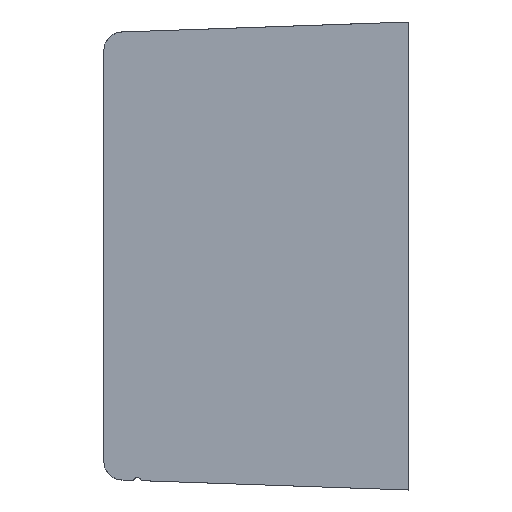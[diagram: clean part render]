
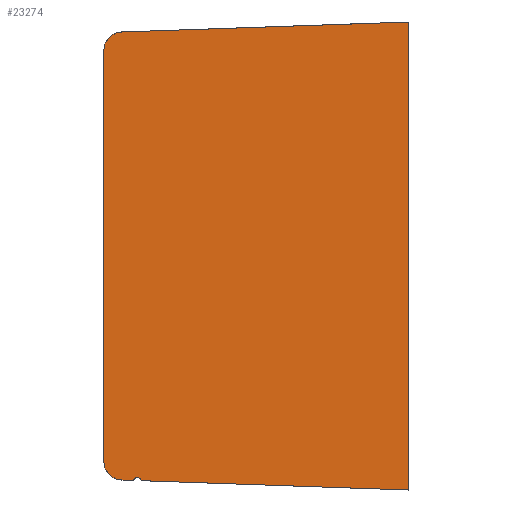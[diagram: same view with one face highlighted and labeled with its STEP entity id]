
A CAD part, left-side view. The second image highlights one B-rep face of the part: STEP entity #23274.
In plain terms, the highlighted planar face has unit normal (1, 0, 0).
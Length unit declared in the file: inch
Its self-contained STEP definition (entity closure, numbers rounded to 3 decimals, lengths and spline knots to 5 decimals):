
#684 = DIRECTION ( 'NONE',  ( 0., 0.999, 0.035 ) ) ;
#1023 = LINE ( 'NONE', #32965, #10581 ) ;
#1207 = VERTEX_POINT ( 'NONE', #40439 ) ;
#1225 = CIRCLE ( 'NONE', #41551, 0.045 ) ;
#1241 = ORIENTED_EDGE ( 'NONE', *, *, #3604, .T. ) ;
#1319 = DIRECTION ( 'NONE',  ( -1., 0., 0. ) ) ;
#2247 = VERTEX_POINT ( 'NONE', #27699 ) ;
#2266 = CARTESIAN_POINT ( 'NONE',  ( -0.9935, 3.05, -2.19337 ) ) ;
#2461 = CARTESIAN_POINT ( 'NONE',  ( -0.9935, 3.25, 2.5 ) ) ;
#2719 = DIRECTION ( 'NONE',  ( 0., 0., -1. ) ) ;
#3104 = CARTESIAN_POINT ( 'NONE',  ( -0.9935, 0., -2.5 ) ) ;
#3604 = EDGE_CURVE ( 'NONE', #1207, #2247, #10588, .T. ) ;
#6358 = DIRECTION ( 'NONE',  ( 0., 0., -1. ) ) ;
#6565 = DIRECTION ( 'NONE',  ( 0., 1., 0. ) ) ;
#6642 = VERTEX_POINT ( 'NONE', #9901 ) ;
#7097 = VERTEX_POINT ( 'NONE', #13056 ) ;
#7952 = LINE ( 'NONE', #39071, #17550 ) ;
#8124 = CARTESIAN_POINT ( 'NONE',  ( -0.9935, 3.05698, 2.39325 ) ) ;
#8199 = DIRECTION ( 'NONE',  ( 0., -0.999, 0.035 ) ) ;
#8769 = EDGE_LOOP ( 'NONE', ( #15969, #45549, #27507, #36866, #35944, #24755, #23091, #1241 ) ) ;
#9901 = CARTESIAN_POINT ( 'NONE',  ( -0.9935, 3.05698, -2.39325 ) ) ;
#10286 = CARTESIAN_POINT ( 'NONE',  ( -0.9935, 2.84799, -2.40055 ) ) ;
#10581 = VECTOR ( 'NONE', #37100, 39.37008 ) ;
#10588 = LINE ( 'NONE', #8124, #21494 ) ;
#12759 = VECTOR ( 'NONE', #2719, 39.37008 ) ;
#13056 = CARTESIAN_POINT ( 'NONE',  ( -0.9935, 3.25, -2.19337 ) ) ;
#13875 = EDGE_CURVE ( 'NONE', #19037, #21225, #1225, .T. ) ;
#15969 = ORIENTED_EDGE ( 'NONE', *, *, #43062, .T. ) ;
#17550 = VECTOR ( 'NONE', #47186, 39.37008 ) ;
#17921 = VERTEX_POINT ( 'NONE', #3104 ) ;
#18417 = CARTESIAN_POINT ( 'NONE',  ( -0.9935, 3.05, 2.19337 ) ) ;
#19037 = VERTEX_POINT ( 'NONE', #10286 ) ;
#21225 = VERTEX_POINT ( 'NONE', #52100 ) ;
#21494 = VECTOR ( 'NONE', #8199, 39.37008 ) ;
#22563 = DIRECTION ( 'NONE',  ( 0., 0., -1. ) ) ;
#23091 = ORIENTED_EDGE ( 'NONE', *, *, #30667, .T. ) ;
#23185 = VECTOR ( 'NONE', #684, 39.37008 ) ;
#23274 = ADVANCED_FACE ( 'NONE', ( #42690 ), #30907, .T. ) ;
#24755 = ORIENTED_EDGE ( 'NONE', *, *, #36098, .T. ) ;
#25170 = CARTESIAN_POINT ( 'NONE',  ( -0.9935, 2.93311, -2.39757 ) ) ;
#25735 = CIRCLE ( 'NONE', #43798, 0.2 ) ;
#25829 = CARTESIAN_POINT ( 'NONE',  ( -0.9935, 2.89106, -2.41359 ) ) ;
#27457 = CARTESIAN_POINT ( 'NONE',  ( -0.9935, 3.25, 2.19337 ) ) ;
#27507 = ORIENTED_EDGE ( 'NONE', *, *, #13875, .T. ) ;
#27699 = CARTESIAN_POINT ( 'NONE',  ( -0.9935, 0., 2.5 ) ) ;
#29928 = DIRECTION ( 'NONE',  ( 0., -1., 0. ) ) ;
#30667 = EDGE_CURVE ( 'NONE', #40466, #1207, #52174, .T. ) ;
#30881 = DIRECTION ( 'NONE',  ( 1., 0., 0. ) ) ;
#30907 = PLANE ( 'NONE',  #51342 ) ;
#31072 = DIRECTION ( 'NONE',  ( 1., 0., 0. ) ) ;
#32965 = CARTESIAN_POINT ( 'NONE',  ( -0.9935, 3.25, 2.5 ) ) ;
#35944 = ORIENTED_EDGE ( 'NONE', *, *, #42369, .T. ) ;
#36098 = EDGE_CURVE ( 'NONE', #7097, #40466, #1023, .T. ) ;
#36866 = ORIENTED_EDGE ( 'NONE', *, *, #47651, .T. ) ;
#37100 = DIRECTION ( 'NONE',  ( 0., 0., 1. ) ) ;
#39071 = CARTESIAN_POINT ( 'NONE',  ( -0.9935, 0., -2.5 ) ) ;
#40439 = CARTESIAN_POINT ( 'NONE',  ( -0.9935, 3.05698, 2.39325 ) ) ;
#40466 = VERTEX_POINT ( 'NONE', #27457 ) ;
#41551 = AXIS2_PLACEMENT_3D ( 'NONE', #25829, #1319, #29928 ) ;
#42369 = EDGE_CURVE ( 'NONE', #6642, #7097, #25735, .T. ) ;
#42690 = FACE_OUTER_BOUND ( 'NONE', #8769, .T. ) ;
#43062 = EDGE_CURVE ( 'NONE', #2247, #17921, #45375, .T. ) ;
#43798 = AXIS2_PLACEMENT_3D ( 'NONE', #2266, #30881, #6358 ) ;
#44354 = EDGE_CURVE ( 'NONE', #17921, #19037, #7952, .T. ) ;
#44942 = LINE ( 'NONE', #25170, #23185 ) ;
#45375 = LINE ( 'NONE', #47527, #12759 ) ;
#45549 = ORIENTED_EDGE ( 'NONE', *, *, #44354, .T. ) ;
#47001 = DIRECTION ( 'NONE',  ( 1., 0., 0. ) ) ;
#47186 = DIRECTION ( 'NONE',  ( 0., 0.999, 0.035 ) ) ;
#47527 = CARTESIAN_POINT ( 'NONE',  ( -0.9935, 0., 2.5 ) ) ;
#47651 = EDGE_CURVE ( 'NONE', #21225, #6642, #44942, .T. ) ;
#50922 = AXIS2_PLACEMENT_3D ( 'NONE', #18417, #47001, #22563 ) ;
#51342 = AXIS2_PLACEMENT_3D ( 'NONE', #2461, #31072, #6565 ) ;
#52100 = CARTESIAN_POINT ( 'NONE',  ( -0.9935, 2.93311, -2.39757 ) ) ;
#52174 = CIRCLE ( 'NONE', #50922, 0.2 ) ;
